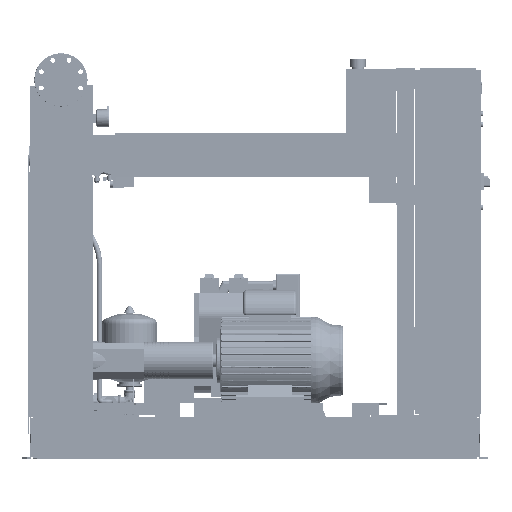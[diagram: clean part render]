
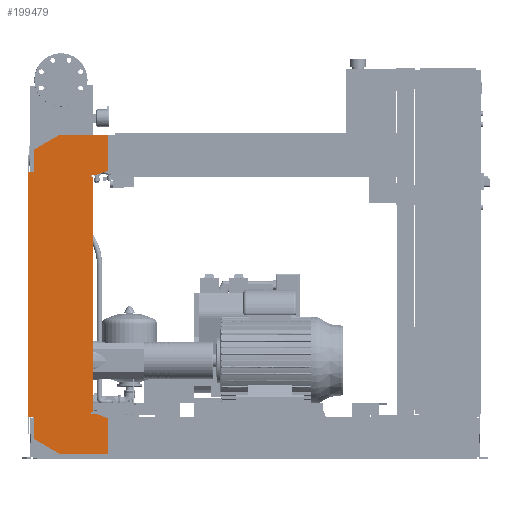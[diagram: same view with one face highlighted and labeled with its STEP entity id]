
A CAD part, front view. The second image highlights one B-rep face of the part: STEP entity #199479.
In plain terms, the highlighted free-form (B-spline) face has degree [1, 1] with [2, 2] control points.
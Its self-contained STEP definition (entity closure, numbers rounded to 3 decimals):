
#198964=CARTESIAN_POINT('',(-102.0,-565.5,1076.0));
#198965=VERTEX_POINT('',#198964);
#198972=CARTESIAN_POINT('',(-102.0,-565.5,1158.574));
#198973=VERTEX_POINT('',#198972);
#198974=CARTESIAN_POINT('',(-102.0,-565.5,1076.0));
#198975=DIRECTION('',(0.0,0.0,1.0));
#198976=VECTOR('',#198975,82.574);
#198977=LINE('',#198974,#198976);
#198978=EDGE_CURVE('',#198965,#198973,#198977,.T.);
#198996=CARTESIAN_POINT('',(-6.,-565.5,1214.0));
#198997=VERTEX_POINT('',#198996);
#198998=CARTESIAN_POINT('',(-102.0,-565.5,1158.574));
#198999=DIRECTION('',(0.866,0.0,0.5));
#199000=VECTOR('',#198999,110.851);
#199001=LINE('',#198998,#199000);
#199002=EDGE_CURVE('',#198973,#198997,#199001,.T.);
#199020=CARTESIAN_POINT('',(177.0,-565.5,1214.0));
#199021=VERTEX_POINT('',#199020);
#199022=CARTESIAN_POINT('',(-6.,-565.5,1214.0));
#199023=DIRECTION('',(1.0,0.0,0.0));
#199024=VECTOR('',#199023,183.0);
#199025=LINE('',#199022,#199024);
#199026=EDGE_CURVE('',#198997,#199021,#199025,.T.);
#199044=CARTESIAN_POINT('',(177.0,-565.5,1080.379));
#199045=VERTEX_POINT('',#199044);
#199046=CARTESIAN_POINT('',(177.0,-565.5,1214.0));
#199047=DIRECTION('',(0.0,0.0,-1.0));
#199048=VECTOR('',#199047,133.621);
#199049=LINE('',#199046,#199048);
#199050=EDGE_CURVE('',#199021,#199045,#199049,.T.);
#199068=CARTESIAN_POINT('',(132.,-565.5,1064.0));
#199069=VERTEX_POINT('',#199068);
#199070=CARTESIAN_POINT('',(177.0,-565.5,1080.379));
#199071=DIRECTION('',(-0.94,0.0,-0.342));
#199072=VECTOR('',#199071,47.888);
#199073=LINE('',#199070,#199072);
#199074=EDGE_CURVE('',#199045,#199069,#199073,.T.);
#199092=CARTESIAN_POINT('',(112.0,-565.5,1064.0));
#199093=VERTEX_POINT('',#199092);
#199094=CARTESIAN_POINT('',(132.,-565.5,1064.0));
#199095=DIRECTION('',(-1.0,0.0,0.0));
#199096=VECTOR('',#199095,20.);
#199097=LINE('',#199094,#199096);
#199098=EDGE_CURVE('',#199069,#199093,#199097,.T.);
#199116=CARTESIAN_POINT('',(112.0,-565.5,1056.0));
#199117=VERTEX_POINT('',#199116);
#199118=CARTESIAN_POINT('',(112.0,-565.5,1064.0));
#199119=DIRECTION('',(0.0,0.0,-1.0));
#199120=VECTOR('',#199119,8.0);
#199121=LINE('',#199118,#199120);
#199122=EDGE_CURVE('',#199093,#199117,#199121,.T.);
#199140=CARTESIAN_POINT('',(120.,-565.5,1056.0));
#199141=VERTEX_POINT('',#199140);
#199142=CARTESIAN_POINT('',(112.0,-565.5,1056.0));
#199143=DIRECTION('',(1.0,0.0,0.0));
#199144=VECTOR('',#199143,8.);
#199145=LINE('',#199142,#199144);
#199146=EDGE_CURVE('',#199117,#199141,#199145,.T.);
#199164=CARTESIAN_POINT('',(120.,-565.5,176.));
#199165=VERTEX_POINT('',#199164);
#199176=CARTESIAN_POINT('',(120.,-565.5,1056.0));
#199177=DIRECTION('',(0.0,0.0,-1.0));
#199178=VECTOR('',#199177,880.);
#199179=LINE('',#199176,#199178);
#199180=EDGE_CURVE('',#199141,#199165,#199179,.T.);
#199194=CARTESIAN_POINT('',(112.,-565.5,176.));
#199195=VERTEX_POINT('',#199194);
#199196=CARTESIAN_POINT('',(120.,-565.5,176.));
#199197=DIRECTION('',(-1.0,0.0,0.0));
#199198=VECTOR('',#199197,8.);
#199199=LINE('',#199196,#199198);
#199200=EDGE_CURVE('',#199165,#199195,#199199,.T.);
#199218=CARTESIAN_POINT('',(112.,-565.5,168.));
#199219=VERTEX_POINT('',#199218);
#199220=CARTESIAN_POINT('',(112.,-565.5,176.));
#199221=DIRECTION('',(0.0,0.0,-1.0));
#199222=VECTOR('',#199221,8.0);
#199223=LINE('',#199220,#199222);
#199224=EDGE_CURVE('',#199195,#199219,#199223,.T.);
#199242=CARTESIAN_POINT('',(132.,-565.5,168.));
#199243=VERTEX_POINT('',#199242);
#199244=CARTESIAN_POINT('',(112.,-565.5,168.));
#199245=DIRECTION('',(1.0,0.0,0.0));
#199246=VECTOR('',#199245,20.0);
#199247=LINE('',#199244,#199246);
#199248=EDGE_CURVE('',#199219,#199243,#199247,.T.);
#199266=CARTESIAN_POINT('',(177.,-565.5,151.621));
#199267=VERTEX_POINT('',#199266);
#199268=CARTESIAN_POINT('',(132.,-565.5,168.));
#199269=DIRECTION('',(0.94,0.0,-0.342));
#199270=VECTOR('',#199269,47.888);
#199271=LINE('',#199268,#199270);
#199272=EDGE_CURVE('',#199243,#199267,#199271,.T.);
#199290=CARTESIAN_POINT('',(177.,-565.5,18.0));
#199291=VERTEX_POINT('',#199290);
#199292=CARTESIAN_POINT('',(177.,-565.5,151.621));
#199293=DIRECTION('',(0.0,0.0,-1.0));
#199294=VECTOR('',#199293,133.621);
#199295=LINE('',#199292,#199294);
#199296=EDGE_CURVE('',#199267,#199291,#199295,.T.);
#199314=CARTESIAN_POINT('',(-4.,-565.5,18.0));
#199315=VERTEX_POINT('',#199314);
#199316=CARTESIAN_POINT('',(177.,-565.5,18.0));
#199317=DIRECTION('',(-1.0,0.0,0.0));
#199318=VECTOR('',#199317,181.);
#199319=LINE('',#199316,#199318);
#199320=EDGE_CURVE('',#199291,#199315,#199319,.T.);
#199338=CARTESIAN_POINT('',(-102.,-565.5,74.58));
#199339=VERTEX_POINT('',#199338);
#199340=CARTESIAN_POINT('',(-4.,-565.5,18.0));
#199341=DIRECTION('',(-0.866,0.0,0.5));
#199342=VECTOR('',#199341,113.161);
#199343=LINE('',#199340,#199342);
#199344=EDGE_CURVE('',#199315,#199339,#199343,.T.);
#199362=CARTESIAN_POINT('',(-102.,-565.5,156.0));
#199363=VERTEX_POINT('',#199362);
#199364=CARTESIAN_POINT('',(-102.,-565.5,74.58));
#199365=DIRECTION('',(0.0,0.0,1.0));
#199366=VECTOR('',#199365,81.42);
#199367=LINE('',#199364,#199366);
#199368=EDGE_CURVE('',#199339,#199363,#199367,.T.);
#199386=CARTESIAN_POINT('',(-122.,-565.5,156.0));
#199387=VERTEX_POINT('',#199386);
#199388=CARTESIAN_POINT('',(-102.,-565.5,156.0));
#199389=DIRECTION('',(-1.0,0.0,0.0));
#199390=VECTOR('',#199389,20.0);
#199391=LINE('',#199388,#199390);
#199392=EDGE_CURVE('',#199363,#199387,#199391,.T.);
#199410=CARTESIAN_POINT('',(-122.0,-565.5,1076.0));
#199411=VERTEX_POINT('',#199410);
#199424=CARTESIAN_POINT('',(-122.,-565.5,156.0));
#199425=DIRECTION('',(0.0,0.0,1.0));
#199426=VECTOR('',#199425,920.0);
#199427=LINE('',#199424,#199426);
#199428=EDGE_CURVE('',#199387,#199411,#199427,.T.);
#199442=CARTESIAN_POINT('',(-122.0,-565.5,1076.0));
#199443=DIRECTION('',(1.0,0.0,0.0));
#199444=VECTOR('',#199443,20.0);
#199445=LINE('',#199442,#199444);
#199446=EDGE_CURVE('',#199411,#198965,#199445,.T.);
#199452=CARTESIAN_POINT('',(-122.,-565.5,18.0));
#199453=CARTESIAN_POINT('',(177.0,-565.5,18.0));
#199454=CARTESIAN_POINT('',(-122.,-565.5,1214.0));
#199455=CARTESIAN_POINT('',(177.0,-565.5,1214.0));
#199456=B_SPLINE_SURFACE_WITH_KNOTS('',1,1,((#199452,#199454),(#199453,#199455)),.UNSPECIFIED.,.F.,.F.,.U.,(2,2),(2,2),(0.0,299.),(0.0,1196.0),.UNSPECIFIED.);
#199457=ORIENTED_EDGE('',*,*,#199446,.F.);
#199458=ORIENTED_EDGE('',*,*,#199428,.F.);
#199459=ORIENTED_EDGE('',*,*,#199392,.F.);
#199460=ORIENTED_EDGE('',*,*,#199368,.F.);
#199461=ORIENTED_EDGE('',*,*,#199344,.F.);
#199462=ORIENTED_EDGE('',*,*,#199320,.F.);
#199463=ORIENTED_EDGE('',*,*,#199296,.F.);
#199464=ORIENTED_EDGE('',*,*,#199272,.F.);
#199465=ORIENTED_EDGE('',*,*,#199248,.F.);
#199466=ORIENTED_EDGE('',*,*,#199224,.F.);
#199467=ORIENTED_EDGE('',*,*,#199200,.F.);
#199468=ORIENTED_EDGE('',*,*,#199180,.F.);
#199469=ORIENTED_EDGE('',*,*,#199146,.F.);
#199470=ORIENTED_EDGE('',*,*,#199122,.F.);
#199471=ORIENTED_EDGE('',*,*,#199098,.F.);
#199472=ORIENTED_EDGE('',*,*,#199074,.F.);
#199473=ORIENTED_EDGE('',*,*,#199050,.F.);
#199474=ORIENTED_EDGE('',*,*,#199026,.F.);
#199475=ORIENTED_EDGE('',*,*,#199002,.F.);
#199476=ORIENTED_EDGE('',*,*,#198978,.F.);
#199477=EDGE_LOOP('',(#199457,#199458,#199459,#199460,#199461,#199462,#199463,#199464,#199465,#199466,#199467,#199468,#199469,#199470,#199471,#199472,#199473,#199474,#199475,#199476));
#199478=FACE_OUTER_BOUND('',#199477,.T.);
#199479=ADVANCED_FACE('',(#199478),#199456,.T.);
